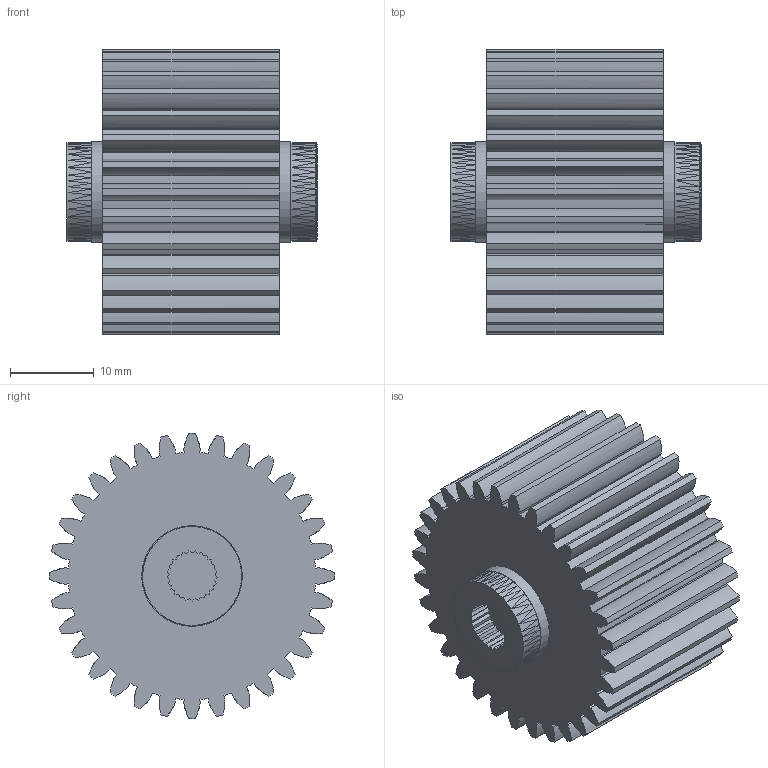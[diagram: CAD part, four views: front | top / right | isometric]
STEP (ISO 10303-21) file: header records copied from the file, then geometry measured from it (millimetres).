
FILE_DESCRIPTION(/* description */ (''),/* implementation_level */ '2;1');
FILE_NAME(/* name */ 'insert-motor-bot.step',/* time_stamp */ '2025-06-21T03:19:25-04:00',/* author */ (''),/* organization */ (''),/* preprocessor_version */ 'ST-DEVELOPER v20.1',/* originating_system */ 'Autodesk Translation Framework v14.10.0.0',/* authorisation */ '');
FILE_SCHEMA (('AUTOMOTIVE_DESIGN { 1 0 10303 214 3 1 1 }'));
Length unit declared in the file: millimetre
Products named in the file (2): insert-2motor; Component2
Assembly tree (1 placements, depth 2):
  insert-2motor
    Component2
Bounding box: 29.8 x 34 x 34 mm (x, y, z)
Volume: 17487.5 mm3; surface area: 6583.9 mm2
Topology: 2 solids, 2 shells, 1562 faces, 2918 edges, 1364 vertices
Faces by surface type: plane 1432, cylinder 66, bspline 64
Full cylindrical faces by diameter (mm): 12 x2
Entity records: 54226 total; most frequent: CARTESIAN_POINT 24855, DIRECTION 5924, ORIENTED_EDGE 5836, EDGE_CURVE 2918, LINE 2658, VECTOR 2658, AXIS2_PLACEMENT_3D 1633, EDGE_LOOP 1568
